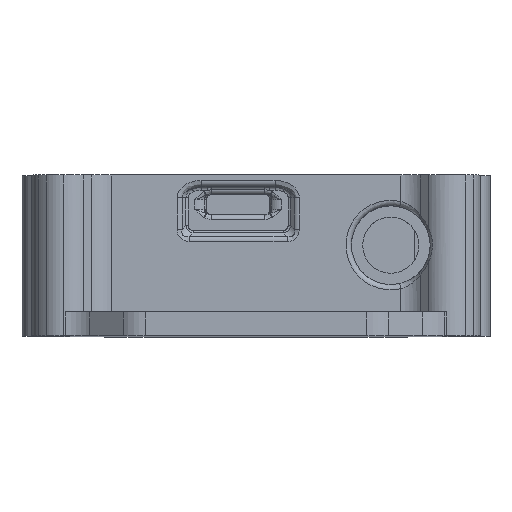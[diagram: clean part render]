
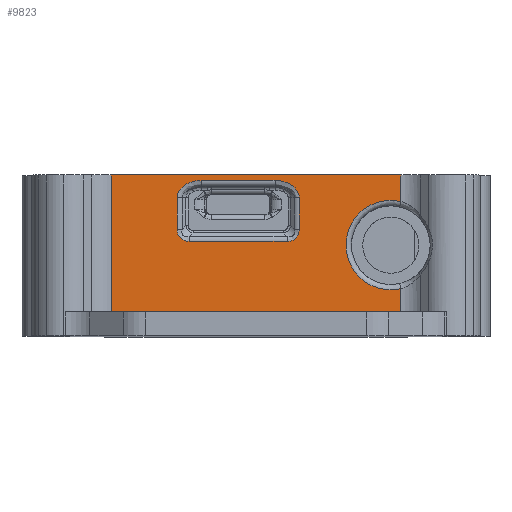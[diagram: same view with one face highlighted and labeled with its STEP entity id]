
A CAD part, top view. The second image highlights one B-rep face of the part: STEP entity #9823.
In plain terms, the highlighted planar face has unit normal (0, 0, 1).
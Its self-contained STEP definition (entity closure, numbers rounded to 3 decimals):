
#30 = CARTESIAN_POINT ( 'NONE',  ( 2.779, 22.7, 47.5 ) ) ;
#80 = ORIENTED_EDGE ( 'NONE', *, *, #8854, .F. ) ;
#227 = EDGE_CURVE ( 'NONE', #7253, #10089, #4794, .T. ) ;
#351 = CARTESIAN_POINT ( 'NONE',  ( 3.779, 22.7, 47.5 ) ) ;
#357 = VECTOR ( 'NONE', #8440, 1000. ) ;
#386 = VECTOR ( 'NONE', #5983, 1000. ) ;
#420 = VERTEX_POINT ( 'NONE', #5161 ) ;
#456 = CARTESIAN_POINT ( 'NONE',  ( -9.746, 13.786, 47.5 ) ) ;
#539 = CARTESIAN_POINT ( 'NONE',  ( -11.514, 20.2, 47.5 ) ) ;
#971 = VECTOR ( 'NONE', #8606, 1000. ) ;
#1117 = ORIENTED_EDGE ( 'NONE', *, *, #7322, .T. ) ;
#1138 = LINE ( 'NONE', #2731, #357 ) ;
#1387 = VERTEX_POINT ( 'NONE', #6695 ) ;
#1529 = VECTOR ( 'NONE', #4003, 1000. ) ;
#1552 = LINE ( 'NONE', #8115, #2357 ) ;
#1590 = VERTEX_POINT ( 'NONE', #4511 ) ;
#1676 = CARTESIAN_POINT ( 'NONE',  ( 4.546, 13.786, 47.5 ) ) ;
#1824 = LINE ( 'NONE', #9985, #5210 ) ;
#1925 = VERTEX_POINT ( 'NONE', #9160 ) ;
#1934 = EDGE_LOOP ( 'NONE', ( #10005, #7210, #10519, #7751, #1117, #80 ) ) ;
#1950 = VERTEX_POINT ( 'NONE', #10221 ) ;
#1955 = EDGE_LOOP ( 'NONE', ( #6900, #6796, #5136, #7581, #3428, #8588, #3390, #6002 ) ) ;
#2100 = LINE ( 'NONE', #6975, #7611 ) ;
#2320 = CARTESIAN_POINT ( 'NONE',  ( 4.85, 22.7, 47.5 ) ) ;
#2357 = VECTOR ( 'NONE', #3132, 1000. ) ;
#2447 = CARTESIAN_POINT ( 'NONE',  ( -9.746, 13.786, 47.5 ) ) ;
#2684 = CARTESIAN_POINT ( 'NONE',  ( 6.314, 14.433, 47.5 ) ) ;
#2704 = LINE ( 'NONE', #9161, #386 ) ;
#2731 = CARTESIAN_POINT ( 'NONE',  ( -21.179, 0., 47.5 ) ) ;
#2852 = VERTEX_POINT ( 'NONE', #5600 ) ;
#2876 = CARTESIAN_POINT ( 'NONE',  ( -11.514, 20.2, 47.5 ) ) ;
#3109 = CARTESIAN_POINT ( 'NONE',  ( 6.314, 21.664, 47.5 ) ) ;
#3132 = DIRECTION ( 'NONE',  ( 0., 1., 0. ) ) ;
#3390 = ORIENTED_EDGE ( 'NONE', *, *, #9050, .T. ) ;
#3428 = ORIENTED_EDGE ( 'NONE', *, *, #6088, .T. ) ;
#4003 = DIRECTION ( 'NONE',  ( 1., 0., 0. ) ) ;
#4057 = LINE ( 'NONE', #5690, #8785 ) ;
#4160 = AXIS2_PLACEMENT_3D ( 'NONE', #4308, #9121, #5999 ) ;
#4216 = CARTESIAN_POINT ( 'NONE',  ( 4.546, 13.786, 47.5 ) ) ;
#4296 = CARTESIAN_POINT ( 'NONE',  ( 21.179, 23.5, 47.5 ) ) ;
#4308 = CARTESIAN_POINT ( 'NONE',  ( 19.7, 13.25, 47.5 ) ) ;
#4435 = CARTESIAN_POINT ( 'NONE',  ( -11.514, 14.433, 47.5 ) ) ;
#4500 = LINE ( 'NONE', #9733, #1529 ) ;
#4511 = CARTESIAN_POINT ( 'NONE',  ( -21.179, 23.5, 47.5 ) ) ;
#4794 =( BOUNDED_CURVE ( )  B_SPLINE_CURVE ( 3, ( #9943, #2684, #8332, #4216 ),
 .UNSPECIFIED., .F., .F. ) 
 B_SPLINE_CURVE_WITH_KNOTS ( ( 4, 4 ),
 ( 2.618, 3.665 ),
 .UNSPECIFIED. ) 
 CURVE ( )  GEOMETRIC_REPRESENTATION_ITEM ( )  RATIONAL_B_SPLINE_CURVE ( ( 1., 0.911, 0.911, 1. ) ) 
 REPRESENTATION_ITEM ( '' )  );
#5136 = ORIENTED_EDGE ( 'NONE', *, *, #9349, .T. ) ;
#5161 = CARTESIAN_POINT ( 'NONE',  ( 21.179, 3.5, 47.5 ) ) ;
#5210 = VECTOR ( 'NONE', #9235, 1000. ) ;
#5214 = CARTESIAN_POINT ( 'NONE',  ( -10.867, 13.786, 47.5 ) ) ;
#5386 = PLANE ( 'NONE',  #6321 ) ;
#5426 = EDGE_CURVE ( 'NONE', #8053, #8217, #10106, .T. ) ;
#5600 = CARTESIAN_POINT ( 'NONE',  ( 21.179, 19.631, 47.5 ) ) ;
#5690 = CARTESIAN_POINT ( 'NONE',  ( -22.836, 23.5, 47.5 ) ) ;
#5983 = DIRECTION ( 'NONE',  ( -1., 0., 0. ) ) ;
#5999 = DIRECTION ( 'NONE',  ( 1., 0., 0. ) ) ;
#6002 = ORIENTED_EDGE ( 'NONE', *, *, #7619, .T. ) ;
#6088 = EDGE_CURVE ( 'NONE', #10089, #6559, #2704, .T. ) ;
#6321 = AXIS2_PLACEMENT_3D ( 'NONE', #6447, #8625, #10229 ) ;
#6380 = LINE ( 'NONE', #2876, #10142 ) ;
#6402 = CARTESIAN_POINT ( 'NONE',  ( 6.314, 20.2, 47.5 ) ) ;
#6447 = CARTESIAN_POINT ( 'NONE',  ( -22.836, 0., 47.5 ) ) ;
#6559 = VERTEX_POINT ( 'NONE', #2447 ) ;
#6590 = VERTEX_POINT ( 'NONE', #4296 ) ;
#6695 = CARTESIAN_POINT ( 'NONE',  ( 21.179, 6.869, 47.5 ) ) ;
#6796 = ORIENTED_EDGE ( 'NONE', *, *, #6977, .T. ) ;
#6798 = VERTEX_POINT ( 'NONE', #10224 ) ;
#6854 = CARTESIAN_POINT ( 'NONE',  ( -10.05, 22.7, 47.5 ) ) ;
#6900 = ORIENTED_EDGE ( 'NONE', *, *, #5426, .T. ) ;
#6944 = FACE_BOUND ( 'NONE', #1955, .T. ) ;
#6975 = CARTESIAN_POINT ( 'NONE',  ( 21.179, 23.5, 47.5 ) ) ;
#6977 = EDGE_CURVE ( 'NONE', #8217, #6798, #10318, .T. ) ;
#7008 = CARTESIAN_POINT ( 'NONE',  ( -11.514, 21.664, 47.5 ) ) ;
#7116 = DIRECTION ( 'NONE',  ( 0., 1., 0. ) ) ;
#7192 = CARTESIAN_POINT ( 'NONE',  ( 2.779, 22.7, 47.5 ) ) ;
#7210 = ORIENTED_EDGE ( 'NONE', *, *, #9909, .T. ) ;
#7253 = VERTEX_POINT ( 'NONE', #9771 ) ;
#7322 = EDGE_CURVE ( 'NONE', #2852, #6590, #1552, .T. ) ;
#7581 = ORIENTED_EDGE ( 'NONE', *, *, #227, .T. ) ;
#7611 = VECTOR ( 'NONE', #10267, 1000. ) ;
#7619 = EDGE_CURVE ( 'NONE', #9388, #8053, #10261, .T. ) ;
#7625 = CARTESIAN_POINT ( 'NONE',  ( -7.979, 22.7, 47.5 ) ) ;
#7751 = ORIENTED_EDGE ( 'NONE', *, *, #9331, .T. ) ;
#7782 = FACE_OUTER_BOUND ( 'NONE', #1934, .T. ) ;
#8053 = VERTEX_POINT ( 'NONE', #7625 ) ;
#8069 = DIRECTION ( 'NONE',  ( 1., 0., 0. ) ) ;
#8115 = CARTESIAN_POINT ( 'NONE',  ( 21.179, 23.5, 47.5 ) ) ;
#8217 = VERTEX_POINT ( 'NONE', #30 ) ;
#8332 = CARTESIAN_POINT ( 'NONE',  ( 5.667, 13.786, 47.5 ) ) ;
#8440 = DIRECTION ( 'NONE',  ( 0., -1., 0. ) ) ;
#8451 = CARTESIAN_POINT ( 'NONE',  ( -11.514, 15.554, 47.5 ) ) ;
#8588 = ORIENTED_EDGE ( 'NONE', *, *, #8589, .T. ) ;
#8589 = EDGE_CURVE ( 'NONE', #6559, #1925, #8813, .T. ) ;
#8606 = DIRECTION ( 'NONE',  ( 1., 0., 0. ) ) ;
#8625 = DIRECTION ( 'NONE',  ( 0., 0., 1. ) ) ;
#8714 = EDGE_CURVE ( 'NONE', #420, #1387, #2100, .T. ) ;
#8763 = CIRCLE ( 'NONE', #4160, 6.55 ) ;
#8785 = VECTOR ( 'NONE', #8069, 1000. ) ;
#8813 =( BOUNDED_CURVE ( )  B_SPLINE_CURVE ( 3, ( #456, #5214, #4435, #8451 ),
 .UNSPECIFIED., .F., .F. ) 
 B_SPLINE_CURVE_WITH_KNOTS ( ( 4, 4 ),
 ( 2.618, 3.665 ),
 .UNSPECIFIED. ) 
 CURVE ( )  GEOMETRIC_REPRESENTATION_ITEM ( )  RATIONAL_B_SPLINE_CURVE ( ( 1., 0.911, 0.911, 1. ) ) 
 REPRESENTATION_ITEM ( '' )  );
#8854 = EDGE_CURVE ( 'NONE', #1590, #6590, #4057, .T. ) ;
#9050 = EDGE_CURVE ( 'NONE', #1925, #9388, #6380, .T. ) ;
#9121 = DIRECTION ( 'NONE',  ( 0., 0., -1. ) ) ;
#9160 = CARTESIAN_POINT ( 'NONE',  ( -11.514, 15.554, 47.5 ) ) ;
#9161 = CARTESIAN_POINT ( 'NONE',  ( -10.039, 13.786, 47.5 ) ) ;
#9235 = DIRECTION ( 'NONE',  ( 0., -1., 0. ) ) ;
#9281 = CARTESIAN_POINT ( 'NONE',  ( -11.514, 20.2, 47.5 ) ) ;
#9331 = EDGE_CURVE ( 'NONE', #1387, #2852, #8763, .T. ) ;
#9349 = EDGE_CURVE ( 'NONE', #6798, #7253, #1824, .T. ) ;
#9388 = VERTEX_POINT ( 'NONE', #9281 ) ;
#9733 = CARTESIAN_POINT ( 'NONE',  ( -21.179, 3.5, 47.5 ) ) ;
#9771 = CARTESIAN_POINT ( 'NONE',  ( 6.314, 15.554, 47.5 ) ) ;
#9823 = ADVANCED_FACE ( 'NONE', ( #6944, #7782 ), #5386, .T. ) ;
#9909 = EDGE_CURVE ( 'NONE', #1950, #420, #4500, .T. ) ;
#9943 = CARTESIAN_POINT ( 'NONE',  ( 6.314, 15.554, 47.5 ) ) ;
#9985 = CARTESIAN_POINT ( 'NONE',  ( 6.314, 15.261, 47.5 ) ) ;
#10005 = ORIENTED_EDGE ( 'NONE', *, *, #10292, .T. ) ;
#10086 = CARTESIAN_POINT ( 'NONE',  ( -7.979, 22.7, 47.5 ) ) ;
#10089 = VERTEX_POINT ( 'NONE', #1676 ) ;
#10106 = LINE ( 'NONE', #351, #971 ) ;
#10142 = VECTOR ( 'NONE', #7116, 1000. ) ;
#10221 = CARTESIAN_POINT ( 'NONE',  ( -21.179, 3.5, 47.5 ) ) ;
#10224 = CARTESIAN_POINT ( 'NONE',  ( 6.314, 20.2, 47.5 ) ) ;
#10229 = DIRECTION ( 'NONE',  ( 1., 0., 0. ) ) ;
#10261 =( BOUNDED_CURVE ( )  B_SPLINE_CURVE ( 3, ( #539, #7008, #6854, #10086 ),
 .UNSPECIFIED., .F., .F. ) 
 B_SPLINE_CURVE_WITH_KNOTS ( ( 4, 4 ),
 ( 0., 1.571 ),
 .UNSPECIFIED. ) 
 CURVE ( )  GEOMETRIC_REPRESENTATION_ITEM ( )  RATIONAL_B_SPLINE_CURVE ( ( 1., 0.805, 0.805, 1. ) ) 
 REPRESENTATION_ITEM ( '' )  );
#10267 = DIRECTION ( 'NONE',  ( 0., 1., 0. ) ) ;
#10292 = EDGE_CURVE ( 'NONE', #1590, #1950, #1138, .T. ) ;
#10318 =( BOUNDED_CURVE ( )  B_SPLINE_CURVE ( 3, ( #7192, #2320, #3109, #6402 ),
 .UNSPECIFIED., .F., .T. ) 
 B_SPLINE_CURVE_WITH_KNOTS ( ( 4, 4 ),
 ( 4.712, 6.283 ),
 .UNSPECIFIED. ) 
 CURVE ( )  GEOMETRIC_REPRESENTATION_ITEM ( )  RATIONAL_B_SPLINE_CURVE ( ( 1., 0.805, 0.805, 1. ) ) 
 REPRESENTATION_ITEM ( '' )  );
#10519 = ORIENTED_EDGE ( 'NONE', *, *, #8714, .T. ) ;
